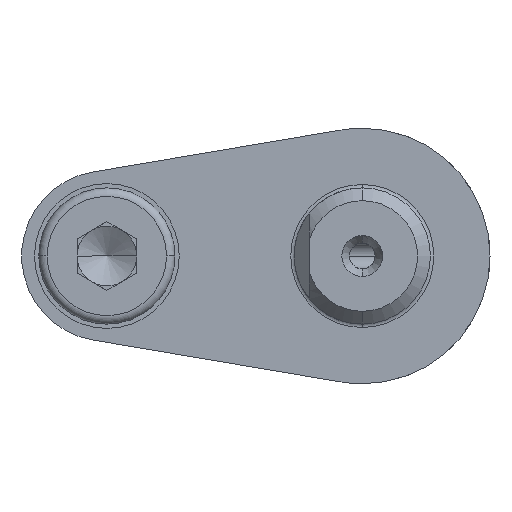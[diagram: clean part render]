
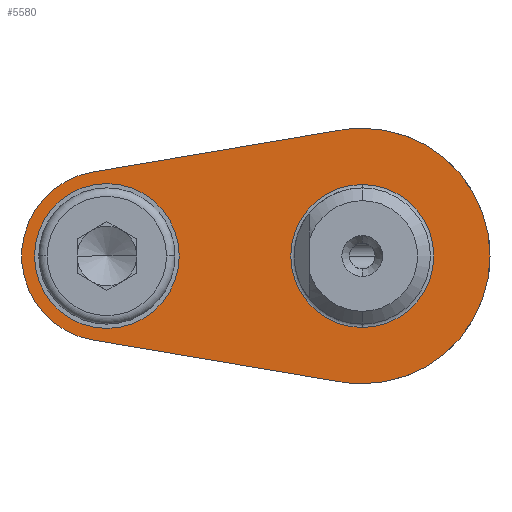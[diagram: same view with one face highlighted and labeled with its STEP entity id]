
A CAD part, left-side view. The second image highlights one B-rep face of the part: STEP entity #5580.
In plain terms, the highlighted planar face has unit normal (-1, 0, 0).
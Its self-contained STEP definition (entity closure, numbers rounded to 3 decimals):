
#14 = CIRCLE ( 'NONE', #5838, 8.5 ) ;
#115 = CARTESIAN_POINT ( 'NONE',  ( 0., 0., 0. ) ) ;
#178 = VECTOR ( 'NONE', #561, 1000. ) ;
#281 = CARTESIAN_POINT ( 'NONE',  ( 0., 31.667, -9.86 ) ) ;
#362 = AXIS2_PLACEMENT_3D ( 'NONE', #923, #4895, #1487 ) ;
#470 = CIRCLE ( 'NONE', #4301, 15. ) ;
#561 = DIRECTION ( 'NONE',  ( 0., 0.986, 0.167 ) ) ;
#624 = DIRECTION ( 'NONE',  ( -1., 0., 0. ) ) ;
#663 = DIRECTION ( 'NONE',  ( -1., 0., 0. ) ) ;
#690 = DIRECTION ( 'NONE',  ( 0., 0., 1. ) ) ;
#705 = VECTOR ( 'NONE', #6443, 1000. ) ;
#745 = VERTEX_POINT ( 'NONE', #5732 ) ;
#783 = DIRECTION ( 'NONE',  ( -1., 0., 0. ) ) ;
#901 = EDGE_CURVE ( 'NONE', #1102, #5890, #5248, .T. ) ;
#923 = CARTESIAN_POINT ( 'NONE',  ( 0., 0., 0. ) ) ;
#1006 = VERTEX_POINT ( 'NONE', #281 ) ;
#1102 = VERTEX_POINT ( 'NONE', #2843 ) ;
#1107 = EDGE_CURVE ( 'NONE', #2165, #1006, #7359, .T. ) ;
#1120 = ORIENTED_EDGE ( 'NONE', *, *, #6525, .F. ) ;
#1301 = CIRCLE ( 'NONE', #3989, 8.5 ) ;
#1357 = CARTESIAN_POINT ( 'NONE',  ( 0., 0., 0. ) ) ;
#1487 = DIRECTION ( 'NONE',  ( 0., 0., 1. ) ) ;
#1704 = CARTESIAN_POINT ( 'NONE',  ( 0., 0., -8.4 ) ) ;
#1807 = ORIENTED_EDGE ( 'NONE', *, *, #901, .F. ) ;
#1912 = PLANE ( 'NONE',  #5428 ) ;
#1940 = DIRECTION ( 'NONE',  ( 1., 0., 0. ) ) ;
#1983 = VERTEX_POINT ( 'NONE', #5856 ) ;
#2004 = FACE_BOUND ( 'NONE', #6190, .T. ) ;
#2165 = VERTEX_POINT ( 'NONE', #7126 ) ;
#2172 = FACE_OUTER_BOUND ( 'NONE', #4370, .T. ) ;
#2258 = CARTESIAN_POINT ( 'NONE',  ( 0., 31.667, -9.86 ) ) ;
#2278 = CIRCLE ( 'NONE', #2807, 15. ) ;
#2439 = ORIENTED_EDGE ( 'NONE', *, *, #5576, .F. ) ;
#2519 = DIRECTION ( 'NONE',  ( -1., 0., 0. ) ) ;
#2544 = VERTEX_POINT ( 'NONE', #2608 ) ;
#2608 = CARTESIAN_POINT ( 'NONE',  ( 0., 30., 8.5 ) ) ;
#2647 = EDGE_LOOP ( 'NONE', ( #3226, #6047 ) ) ;
#2715 = AXIS2_PLACEMENT_3D ( 'NONE', #2803, #6768, #3376 ) ;
#2803 = CARTESIAN_POINT ( 'NONE',  ( 0., 30., 0. ) ) ;
#2807 = AXIS2_PLACEMENT_3D ( 'NONE', #115, #4116, #690 ) ;
#2843 = CARTESIAN_POINT ( 'NONE',  ( 0., 31.667, 9.86 ) ) ;
#3165 = CARTESIAN_POINT ( 'NONE',  ( 0., 0., 0. ) ) ;
#3225 = CARTESIAN_POINT ( 'NONE',  ( 0., 0., 15. ) ) ;
#3226 = ORIENTED_EDGE ( 'NONE', *, *, #7099, .F. ) ;
#3245 = EDGE_CURVE ( 'NONE', #1006, #1102, #3451, .T. ) ;
#3260 = ORIENTED_EDGE ( 'NONE', *, *, #6691, .F. ) ;
#3376 = DIRECTION ( 'NONE',  ( 0., 0., 1. ) ) ;
#3451 = CIRCLE ( 'NONE', #2715, 10. ) ;
#3497 = ORIENTED_EDGE ( 'NONE', *, *, #1107, .F. ) ;
#3724 = EDGE_CURVE ( 'NONE', #6714, #745, #2278, .T. ) ;
#3739 = DIRECTION ( 'NONE',  ( 0., 0., 1. ) ) ;
#3989 = AXIS2_PLACEMENT_3D ( 'NONE', #4040, #624, #4602 ) ;
#4031 = CIRCLE ( 'NONE', #362, 15. ) ;
#4040 = CARTESIAN_POINT ( 'NONE',  ( 0., 30., 0. ) ) ;
#4083 = CARTESIAN_POINT ( 'NONE',  ( 0., 0., 0. ) ) ;
#4116 = DIRECTION ( 'NONE',  ( 1., 0., 0. ) ) ;
#4152 = VERTEX_POINT ( 'NONE', #6205 ) ;
#4202 = CARTESIAN_POINT ( 'NONE',  ( 0., 30., 0. ) ) ;
#4211 = EDGE_CURVE ( 'NONE', #2544, #1983, #1301, .T. ) ;
#4301 = AXIS2_PLACEMENT_3D ( 'NONE', #5344, #1940, #5919 ) ;
#4370 = EDGE_LOOP ( 'NONE', ( #2439, #1807, #5529, #3497, #3260, #5464 ) ) ;
#4602 = DIRECTION ( 'NONE',  ( 0., 0., 1. ) ) ;
#4638 = DIRECTION ( 'NONE',  ( 0., 0., 1. ) ) ;
#4760 = DIRECTION ( 'NONE',  ( 0., 0., 1. ) ) ;
#4805 = VERTEX_POINT ( 'NONE', #1704 ) ;
#4849 = FACE_BOUND ( 'NONE', #2647, .T. ) ;
#4895 = DIRECTION ( 'NONE',  ( 1., 0., 0. ) ) ;
#5017 = EDGE_CURVE ( 'NONE', #4805, #4152, #6166, .T. ) ;
#5248 = LINE ( 'NONE', #6415, #705 ) ;
#5344 = CARTESIAN_POINT ( 'NONE',  ( 0., 0., 0. ) ) ;
#5424 = ORIENTED_EDGE ( 'NONE', *, *, #4211, .F. ) ;
#5428 = AXIS2_PLACEMENT_3D ( 'NONE', #1357, #2519, #6494 ) ;
#5464 = ORIENTED_EDGE ( 'NONE', *, *, #3724, .F. ) ;
#5529 = ORIENTED_EDGE ( 'NONE', *, *, #3245, .F. ) ;
#5576 = EDGE_CURVE ( 'NONE', #5890, #6714, #470, .T. ) ;
#5580 = ADVANCED_FACE ( 'NONE', ( #2004, #4849, #2172 ), #1912, .T. ) ;
#5689 = AXIS2_PLACEMENT_3D ( 'NONE', #3165, #7120, #3739 ) ;
#5732 = CARTESIAN_POINT ( 'NONE',  ( 0., 0., -15. ) ) ;
#5838 = AXIS2_PLACEMENT_3D ( 'NONE', #4202, #783, #4760 ) ;
#5856 = CARTESIAN_POINT ( 'NONE',  ( 0., 30., -8.5 ) ) ;
#5890 = VERTEX_POINT ( 'NONE', #6929 ) ;
#5919 = DIRECTION ( 'NONE',  ( 0., 0., 1. ) ) ;
#6047 = ORIENTED_EDGE ( 'NONE', *, *, #5017, .F. ) ;
#6166 = CIRCLE ( 'NONE', #5689, 8.4 ) ;
#6190 = EDGE_LOOP ( 'NONE', ( #5424, #1120 ) ) ;
#6199 = CIRCLE ( 'NONE', #7087, 8.4 ) ;
#6205 = CARTESIAN_POINT ( 'NONE',  ( 0., 0., 8.4 ) ) ;
#6415 = CARTESIAN_POINT ( 'NONE',  ( 0., 2.5, 14.79 ) ) ;
#6443 = DIRECTION ( 'NONE',  ( 0., -0.986, 0.167 ) ) ;
#6494 = DIRECTION ( 'NONE',  ( 0., 0., 1. ) ) ;
#6525 = EDGE_CURVE ( 'NONE', #1983, #2544, #14, .T. ) ;
#6691 = EDGE_CURVE ( 'NONE', #745, #2165, #4031, .T. ) ;
#6714 = VERTEX_POINT ( 'NONE', #3225 ) ;
#6768 = DIRECTION ( 'NONE',  ( 1., 0., 0. ) ) ;
#6929 = CARTESIAN_POINT ( 'NONE',  ( 0., 2.5, 14.79 ) ) ;
#7087 = AXIS2_PLACEMENT_3D ( 'NONE', #4083, #663, #4638 ) ;
#7099 = EDGE_CURVE ( 'NONE', #4152, #4805, #6199, .T. ) ;
#7120 = DIRECTION ( 'NONE',  ( -1., 0., 0. ) ) ;
#7126 = CARTESIAN_POINT ( 'NONE',  ( 0., 2.5, -14.79 ) ) ;
#7359 = LINE ( 'NONE', #2258, #178 ) ;
